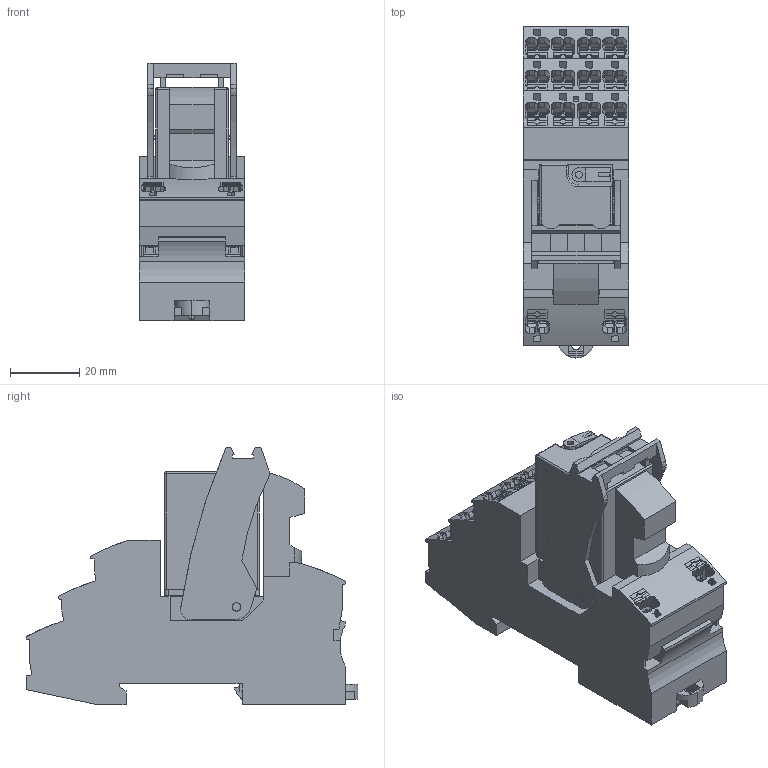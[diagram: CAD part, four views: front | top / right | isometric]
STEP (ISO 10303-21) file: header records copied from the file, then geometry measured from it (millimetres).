
FILE_DESCRIPTION(('STEP AP203'),'1');
FILE_NAME('2903306.stp','2023-11-27T16:30:44',('TraceParts'),('TraceParts S.A.'),'Spatial InterOp 3D',' ',' ');
FILE_SCHEMA(('CONFIG_CONTROL_DESIGN'));
Length unit declared in the file: millimetre
Products named in the file (1): 1
Bounding box: 30.6 x 96.2 x 74.5 mm (x, y, z)
Volume: 111962.5 mm3; surface area: 33505.5 mm2
Topology: 4 solids, 4 shells, 1562 faces, 4342 edges, 2855 vertices
Faces by surface type: plane 1189, cylinder 297, extrusion 68, sphere 3, bspline 2, cone 2, torus 1
Entity records: 60258 total; most frequent: CARTESIAN_POINT 20065, ORIENTED_EDGE 8678, DIRECTION 7818, EDGE_CURVE 4339, VECTOR 3362, LINE 3294, VERTEX_POINT 2855, AXIS2_PLACEMENT_3D 2228
